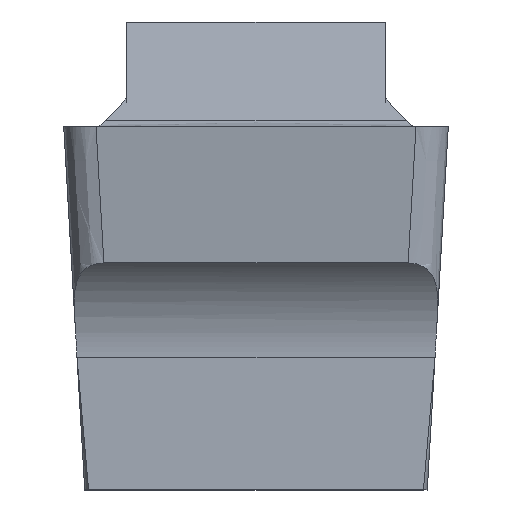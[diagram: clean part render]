
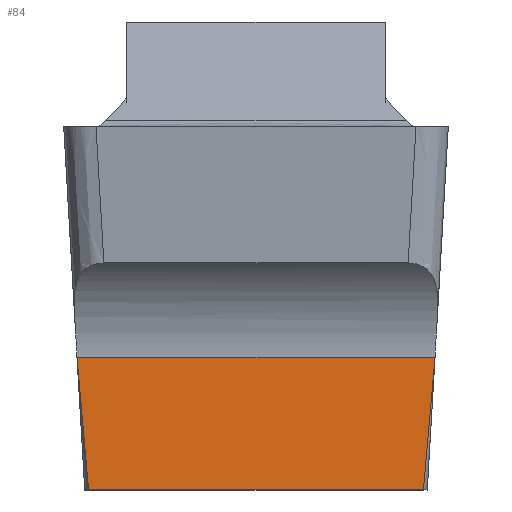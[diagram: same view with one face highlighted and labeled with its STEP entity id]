
A CAD part, front view. The second image highlights one B-rep face of the part: STEP entity #84.
In plain terms, the highlighted planar face has unit normal (0, -1, 0).
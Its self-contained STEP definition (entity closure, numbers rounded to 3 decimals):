
#57=B_SPLINE_CURVE_WITH_KNOTS('',3,(#943,#944,#945,#946,#947,#948,#949),
 .UNSPECIFIED.,.F.,.F.,(4,3,4),(0.,0.478,1.),.UNSPECIFIED.);
#58=B_SPLINE_CURVE_WITH_KNOTS('',3,(#953,#954,#955,#956,#957,#958,#959),
 .UNSPECIFIED.,.F.,.F.,(4,3,4),(0.,0.482,1.),.UNSPECIFIED.);
#84=ADVANCED_FACE('SIDE_IB_1_SU3',(#136),#115,.F.);
#115=PLANE('',#673);
#136=FACE_OUTER_BOUND('',#168,.T.);
#168=EDGE_LOOP('',(#225,#226,#227,#228));
#225=ORIENTED_EDGE('',*,*,#463,.F.);
#226=ORIENTED_EDGE('',*,*,#464,.F.);
#227=ORIENTED_EDGE('',*,*,#465,.F.);
#228=ORIENTED_EDGE('',*,*,#445,.F.);
#385=VERTEX_POINT('',#848);
#386=VERTEX_POINT('',#850);
#401=VERTEX_POINT('',#950);
#402=VERTEX_POINT('',#952);
#445=EDGE_CURVE('',#385,#386,#533,.T.);
#463=EDGE_CURVE('',#401,#385,#57,.T.);
#464=EDGE_CURVE('',#402,#401,#541,.T.);
#465=EDGE_CURVE('',#386,#402,#58,.T.);
#533=LINE('',#849,#583);
#541=LINE('',#951,#591);
#583=VECTOR('',#706,1.);
#591=VECTOR('',#724,1.);
#673=AXIS2_PLACEMENT_3D('',#960,#725,#726);
#706=DIRECTION('',(-1.,0.,0.));
#724=DIRECTION('',(1.,0.,0.));
#725=DIRECTION('',(0.,1.,0.));
#726=DIRECTION('',(0.,0.,1.));
#848=CARTESIAN_POINT('',(2.072,-12.293,-4.495));
#849=CARTESIAN_POINT('',(-1.92,-12.293,-4.495));
#850=CARTESIAN_POINT('',(-2.072,-12.293,-4.495));
#943=CARTESIAN_POINT('',(2.215,-12.293,-2.851));
#944=CARTESIAN_POINT('',(2.201,-12.293,-3.113));
#945=CARTESIAN_POINT('',(2.183,-12.293,-3.375));
#946=CARTESIAN_POINT('',(2.16,-12.293,-3.637));
#947=CARTESIAN_POINT('',(2.136,-12.293,-3.924));
#948=CARTESIAN_POINT('',(2.107,-12.293,-4.21));
#949=CARTESIAN_POINT('',(2.072,-12.293,-4.495));
#950=CARTESIAN_POINT('',(2.215,-12.293,-2.851));
#951=CARTESIAN_POINT('',(5.,-12.293,-2.851));
#952=CARTESIAN_POINT('',(-2.215,-12.293,-2.851));
#953=CARTESIAN_POINT('',(-2.072,-12.293,-4.495));
#954=CARTESIAN_POINT('',(-2.104,-12.293,-4.232));
#955=CARTESIAN_POINT('',(-2.132,-12.293,-3.968));
#956=CARTESIAN_POINT('',(-2.155,-12.293,-3.703));
#957=CARTESIAN_POINT('',(-2.18,-12.293,-3.419));
#958=CARTESIAN_POINT('',(-2.2,-12.293,-3.135));
#959=CARTESIAN_POINT('',(-2.215,-12.293,-2.851));
#960=CARTESIAN_POINT('',(-1.92,-12.293,-5.995));
